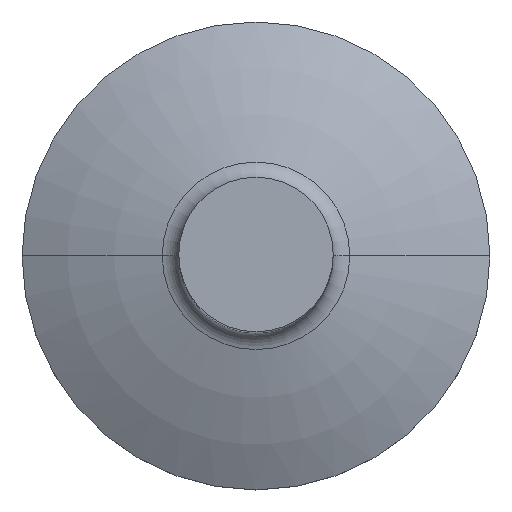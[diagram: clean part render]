
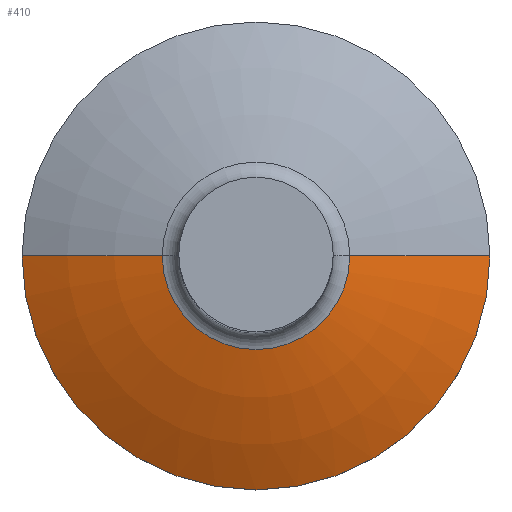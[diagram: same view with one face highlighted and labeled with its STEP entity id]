
A CAD part, top view. The second image highlights one B-rep face of the part: STEP entity #410.
In plain terms, the highlighted toroidal (fillet/blend) face has major radius 6.299 mm and minor radius 58.18 mm.
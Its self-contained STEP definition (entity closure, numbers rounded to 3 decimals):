
#21 = EDGE_CURVE ( 'NONE', #498, #245, #271, .T. ) ;
#29 = DIRECTION ( 'NONE',  ( -1., 0., 0. ) ) ;
#41 = ORIENTED_EDGE ( 'NONE', *, *, #58, .T. ) ;
#48 = EDGE_CURVE ( 'NONE', #498, #565, #173, .T. ) ;
#58 = EDGE_CURVE ( 'NONE', #576, #565, #554, .T. ) ;
#80 = CARTESIAN_POINT ( 'NONE',  ( 6.299, 0., -127.771 ) ) ;
#90 = EDGE_CURVE ( 'NONE', #245, #576, #387, .T. ) ;
#105 = CARTESIAN_POINT ( 'NONE',  ( -21.2, 0., -76.5 ) ) ;
#120 = ORIENTED_EDGE ( 'NONE', *, *, #48, .F. ) ;
#132 = DIRECTION ( 'NONE',  ( 0., -1., 0. ) ) ;
#161 = DIRECTION ( 'NONE',  ( 0., 0., -1. ) ) ;
#170 = FACE_OUTER_BOUND ( 'NONE', #196, .T. ) ;
#173 = CIRCLE ( 'NONE', #609, 58.18 ) ;
#178 = DIRECTION ( 'NONE',  ( 0., 0., -1. ) ) ;
#193 = AXIS2_PLACEMENT_3D ( 'NONE', #645, #334, #29 ) ;
#196 = EDGE_LOOP ( 'NONE', ( #120, #661, #611, #41 ) ) ;
#210 = CARTESIAN_POINT ( 'NONE',  ( 0., 0., -127.771 ) ) ;
#226 = DIRECTION ( 'NONE',  ( 0., 1., 0. ) ) ;
#245 = VERTEX_POINT ( 'NONE', #499 ) ;
#271 = CIRCLE ( 'NONE', #569, 8.492 ) ;
#314 = AXIS2_PLACEMENT_3D ( 'NONE', #80, #132, #178 ) ;
#334 = DIRECTION ( 'NONE',  ( 0., 0., 1. ) ) ;
#382 = DIRECTION ( 'NONE',  ( -1., 0., 0. ) ) ;
#384 = DIRECTION ( 'NONE',  ( -1., 0., 0. ) ) ;
#387 = CIRCLE ( 'NONE', #314, 58.18 ) ;
#402 = CARTESIAN_POINT ( 'NONE',  ( 21.2, 0., -76.5 ) ) ;
#410 = ADVANCED_FACE ( 'NONE', ( #170 ), #489, .T. ) ;
#423 = CARTESIAN_POINT ( 'NONE',  ( 8.492, 0., -71.502 ) ) ;
#489 = TOROIDAL_SURFACE ( 'NONE', #538, -6.299, 58.18 ) ;
#498 = VERTEX_POINT ( 'NONE', #423 ) ;
#499 = CARTESIAN_POINT ( 'NONE',  ( -8.492, 0., -71.502 ) ) ;
#538 = AXIS2_PLACEMENT_3D ( 'NONE', #210, #577, #628 ) ;
#540 = CARTESIAN_POINT ( 'NONE',  ( 0., 0., -71.502 ) ) ;
#554 = CIRCLE ( 'NONE', #193, 21.2 ) ;
#565 = VERTEX_POINT ( 'NONE', #402 ) ;
#569 = AXIS2_PLACEMENT_3D ( 'NONE', #540, #161, #382 ) ;
#576 = VERTEX_POINT ( 'NONE', #105 ) ;
#577 = DIRECTION ( 'NONE',  ( 0., 0., -1. ) ) ;
#598 = CARTESIAN_POINT ( 'NONE',  ( -6.299, 0., -127.771 ) ) ;
#609 = AXIS2_PLACEMENT_3D ( 'NONE', #598, #226, #384 ) ;
#611 = ORIENTED_EDGE ( 'NONE', *, *, #90, .T. ) ;
#628 = DIRECTION ( 'NONE',  ( -1., 0., 0. ) ) ;
#645 = CARTESIAN_POINT ( 'NONE',  ( 0., 0., -76.5 ) ) ;
#661 = ORIENTED_EDGE ( 'NONE', *, *, #21, .T. ) ;
